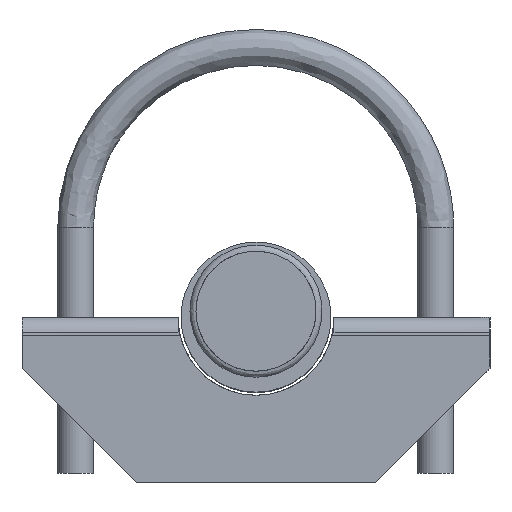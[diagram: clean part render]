
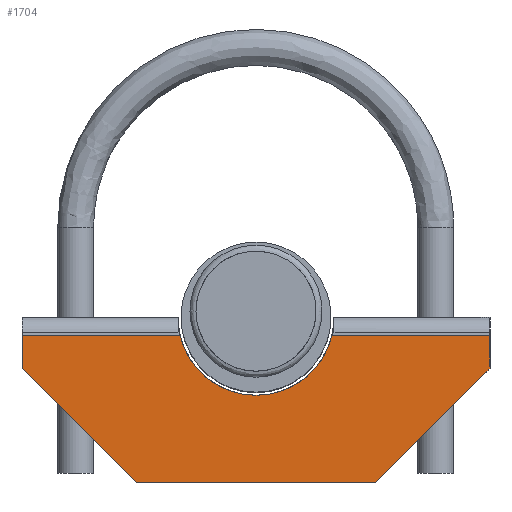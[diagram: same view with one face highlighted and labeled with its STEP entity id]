
A CAD part, top view. The second image highlights one B-rep face of the part: STEP entity #1704.
In plain terms, the highlighted planar face has unit normal (0, 0, 1).
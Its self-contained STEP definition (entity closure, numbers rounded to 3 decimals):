
#16 = AXIS2_PLACEMENT_3D ( 'NONE', #434, #2615, #1407 ) ;
#50 = CARTESIAN_POINT ( 'NONE',  ( 104.54, -15.144, 64.8 ) ) ;
#58 = EDGE_LOOP ( 'NONE', ( #1646, #283, #1721, #2270, #267, #1344, #3079, #500 ) ) ;
#81 = LINE ( 'NONE', #294, #3175 ) ;
#187 = EDGE_CURVE ( 'NONE', #2816, #2968, #1770, .T. ) ;
#267 = ORIENTED_EDGE ( 'NONE', *, *, #187, .F. ) ;
#283 = ORIENTED_EDGE ( 'NONE', *, *, #2413, .T. ) ;
#294 = CARTESIAN_POINT ( 'NONE',  ( 130.891, -20.644, 64.8 ) ) ;
#323 = VECTOR ( 'NONE', #2809, 1000. ) ;
#358 = EDGE_CURVE ( 'NONE', #2543, #2584, #2725, .T. ) ;
#364 = LINE ( 'NONE', #1516, #537 ) ;
#434 = CARTESIAN_POINT ( 'NONE',  ( 91.891, -12.144, 64.8 ) ) ;
#488 = CARTESIAN_POINT ( 'NONE',  ( 79.242, -15.144, 64.8 ) ) ;
#500 = ORIENTED_EDGE ( 'NONE', *, *, #2126, .F. ) ;
#532 = FACE_OUTER_BOUND ( 'NONE', #58, .T. ) ;
#537 = VECTOR ( 'NONE', #2988, 1000. ) ;
#559 = AXIS2_PLACEMENT_3D ( 'NONE', #1942, #1486, #1696 ) ;
#604 = CARTESIAN_POINT ( 'NONE',  ( 130.891, -12.144, 64.8 ) ) ;
#992 = CARTESIAN_POINT ( 'NONE',  ( 91.891, -15.144, 64.8 ) ) ;
#1201 = CARTESIAN_POINT ( 'NONE',  ( 111.891, -39.644, 64.8 ) ) ;
#1209 = CARTESIAN_POINT ( 'NONE',  ( 130.891, -15.144, 64.8 ) ) ;
#1216 = CARTESIAN_POINT ( 'NONE',  ( 111.891, -39.644, 64.8 ) ) ;
#1294 = VERTEX_POINT ( 'NONE', #488 ) ;
#1344 = ORIENTED_EDGE ( 'NONE', *, *, #2197, .F. ) ;
#1349 = LINE ( 'NONE', #2329, #2319 ) ;
#1407 = DIRECTION ( 'NONE',  ( -1., 0., 0. ) ) ;
#1427 = EDGE_CURVE ( 'NONE', #2968, #1294, #1349, .T. ) ;
#1486 = DIRECTION ( 'NONE',  ( 0., 0., 1. ) ) ;
#1513 = CARTESIAN_POINT ( 'NONE',  ( 52.891, -20.644, 64.8 ) ) ;
#1516 = CARTESIAN_POINT ( 'NONE',  ( 71.891, -39.644, 64.8 ) ) ;
#1646 = ORIENTED_EDGE ( 'NONE', *, *, #2908, .F. ) ;
#1689 = VERTEX_POINT ( 'NONE', #2452 ) ;
#1696 = DIRECTION ( 'NONE',  ( 1., 0., 0. ) ) ;
#1704 = ADVANCED_FACE ( 'NONE', ( #532 ), #2690, .T. ) ;
#1721 = ORIENTED_EDGE ( 'NONE', *, *, #3034, .T. ) ;
#1770 = LINE ( 'NONE', #1513, #2768 ) ;
#1796 = DIRECTION ( 'NONE',  ( 1., 0., 0. ) ) ;
#1820 = CARTESIAN_POINT ( 'NONE',  ( 71.891, -39.644, 64.8 ) ) ;
#1849 = LINE ( 'NONE', #604, #323 ) ;
#1942 = CARTESIAN_POINT ( 'NONE',  ( 91.891, -12.144, 64.8 ) ) ;
#1960 = CARTESIAN_POINT ( 'NONE',  ( 52.891, -20.644, 64.8 ) ) ;
#2103 = VERTEX_POINT ( 'NONE', #50 ) ;
#2126 = EDGE_CURVE ( 'NONE', #1689, #2543, #81, .T. ) ;
#2197 = EDGE_CURVE ( 'NONE', #2584, #2816, #364, .T. ) ;
#2270 = ORIENTED_EDGE ( 'NONE', *, *, #1427, .F. ) ;
#2319 = VECTOR ( 'NONE', #1796, 1000. ) ;
#2329 = CARTESIAN_POINT ( 'NONE',  ( 52.891, -15.144, 64.8 ) ) ;
#2413 = EDGE_CURVE ( 'NONE', #3178, #2103, #2760, .T. ) ;
#2433 = VECTOR ( 'NONE', #2694, 1000. ) ;
#2452 = CARTESIAN_POINT ( 'NONE',  ( 130.891, -20.644, 64.8 ) ) ;
#2456 = DIRECTION ( 'NONE',  ( -1., 0., 0. ) ) ;
#2493 = DIRECTION ( 'NONE',  ( 0., 1., 0. ) ) ;
#2540 = CARTESIAN_POINT ( 'NONE',  ( 52.891, -15.144, 64.8 ) ) ;
#2543 = VERTEX_POINT ( 'NONE', #1216 ) ;
#2584 = VERTEX_POINT ( 'NONE', #1820 ) ;
#2615 = DIRECTION ( 'NONE',  ( 0., 0., -1. ) ) ;
#2690 = PLANE ( 'NONE',  #559 ) ;
#2694 = DIRECTION ( 'NONE',  ( -1., 0., 0. ) ) ;
#2725 = LINE ( 'NONE', #1201, #2433 ) ;
#2735 = CIRCLE ( 'NONE', #16, 13. ) ;
#2760 = LINE ( 'NONE', #992, #2935 ) ;
#2768 = VECTOR ( 'NONE', #2493, 1000. ) ;
#2809 = DIRECTION ( 'NONE',  ( 0., -1., 0. ) ) ;
#2816 = VERTEX_POINT ( 'NONE', #1960 ) ;
#2908 = EDGE_CURVE ( 'NONE', #3178, #1689, #1849, .T. ) ;
#2935 = VECTOR ( 'NONE', #2456, 1000. ) ;
#2968 = VERTEX_POINT ( 'NONE', #2540 ) ;
#2988 = DIRECTION ( 'NONE',  ( -0.707, 0.707, 0. ) ) ;
#3020 = DIRECTION ( 'NONE',  ( -0.707, -0.707, 0. ) ) ;
#3034 = EDGE_CURVE ( 'NONE', #2103, #1294, #2735, .T. ) ;
#3079 = ORIENTED_EDGE ( 'NONE', *, *, #358, .F. ) ;
#3175 = VECTOR ( 'NONE', #3020, 1000. ) ;
#3178 = VERTEX_POINT ( 'NONE', #1209 ) ;
